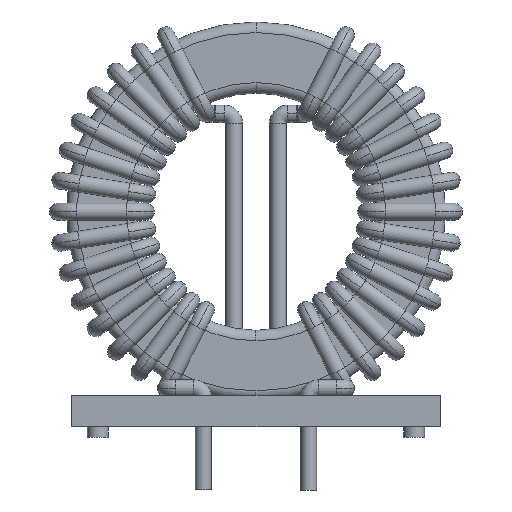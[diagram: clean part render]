
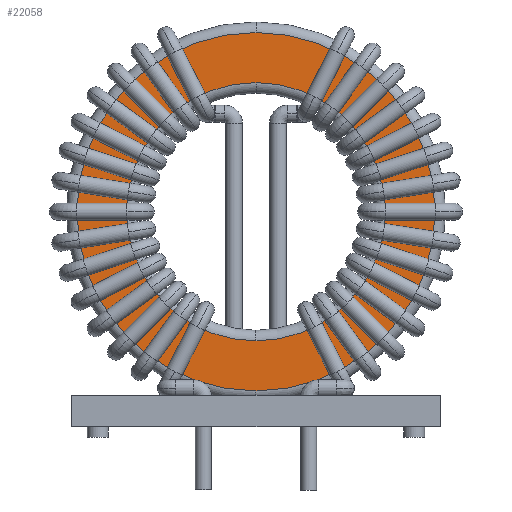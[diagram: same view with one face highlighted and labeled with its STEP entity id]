
A CAD part, front view. The second image highlights one B-rep face of the part: STEP entity #22058.
In plain terms, the highlighted planar face has unit normal (0, -1, 0).
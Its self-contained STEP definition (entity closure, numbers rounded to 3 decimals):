
#21778=CARTESIAN_POINT('',(0.,-7.65,4.4));
#21779=VERTEX_POINT('',#21778);
#21794=CARTESIAN_POINT('',(0.,-7.65,38.4));
#21795=VERTEX_POINT('',#21794);
#21803=CARTESIAN_POINT('',(0.,-7.65,21.4));
#21804=DIRECTION('',(0.0,1.0,0.0));
#21805=DIRECTION('',(0.0,0.0,-1.0));
#21806=AXIS2_PLACEMENT_3D('',#21803,#21804,#21805);
#21807=CIRCLE('',#21806,17.0);
#21808=EDGE_CURVE('',#21779,#21795,#21807,.F.);
#21900=CARTESIAN_POINT('',(0.,-7.65,9.15));
#21901=VERTEX_POINT('',#21900);
#21909=CARTESIAN_POINT('',(0.,-7.65,33.65));
#21910=VERTEX_POINT('',#21909);
#21911=CARTESIAN_POINT('',(0.,-7.65,21.4));
#21912=DIRECTION('',(0.0,1.0,0.0));
#21913=DIRECTION('',(0.0,0.0,-1.0));
#21914=AXIS2_PLACEMENT_3D('',#21911,#21912,#21913);
#21915=CIRCLE('',#21914,12.25);
#21916=EDGE_CURVE('',#21910,#21901,#21915,.T.);
#21943=CARTESIAN_POINT('',(0.,-7.65,21.4));
#21944=DIRECTION('',(0.0,1.0,0.0));
#21945=DIRECTION('',(0.0,0.0,-1.0));
#21946=AXIS2_PLACEMENT_3D('',#21943,#21944,#21945);
#21947=CIRCLE('',#21946,12.25);
#21948=EDGE_CURVE('',#21901,#21910,#21947,.T.);
#21989=CARTESIAN_POINT('',(0.,-7.65,21.4));
#21990=DIRECTION('',(0.0,1.0,0.0));
#21991=DIRECTION('',(0.0,0.0,-1.0));
#21992=AXIS2_PLACEMENT_3D('',#21989,#21990,#21991);
#21993=CIRCLE('',#21992,17.0);
#21994=EDGE_CURVE('',#21795,#21779,#21993,.F.);
#22045=CARTESIAN_POINT('',(18.7,-7.65,40.1));
#22046=DIRECTION('',(0.0,1.0,0.0));
#22047=DIRECTION('',(0.0,0.0,-1.0));
#22048=AXIS2_PLACEMENT_3D('',#22045,#22046,#22047);
#22049=PLANE('',#22048);
#22050=ORIENTED_EDGE('',*,*,#21808,.T.);
#22051=ORIENTED_EDGE('',*,*,#21994,.T.);
#22052=EDGE_LOOP('',(#22050,#22051));
#22053=FACE_OUTER_BOUND('',#22052,.T.);
#22054=ORIENTED_EDGE('',*,*,#21948,.T.);
#22055=ORIENTED_EDGE('',*,*,#21916,.T.);
#22056=EDGE_LOOP('',(#22054,#22055));
#22057=FACE_BOUND('',#22056,.T.);
#22058=ADVANCED_FACE('',(#22053,#22057),#22049,.F.);
